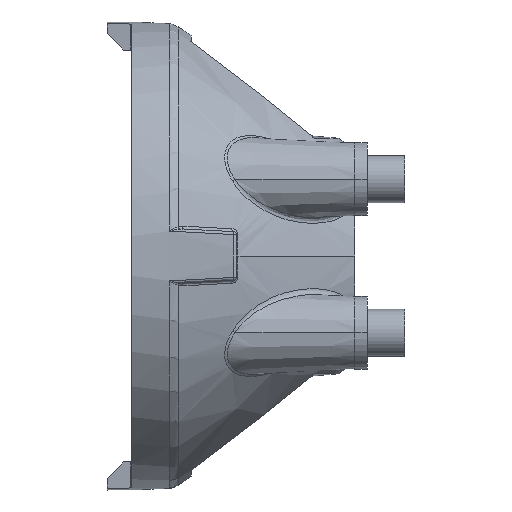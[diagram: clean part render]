
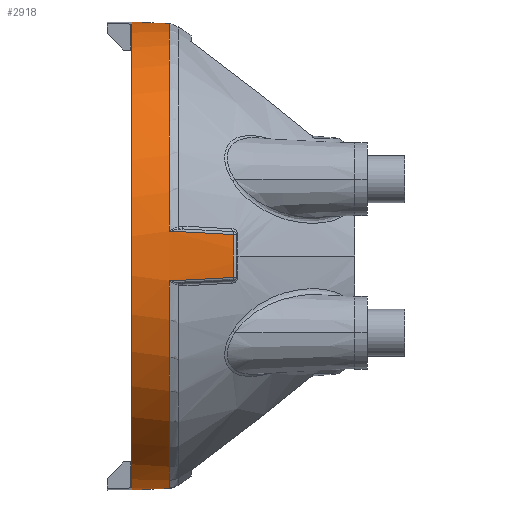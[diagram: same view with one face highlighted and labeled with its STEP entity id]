
A CAD part, left-side view. The second image highlights one B-rep face of the part: STEP entity #2918.
In plain terms, the highlighted conical face has half-angle 2 degrees and reference radius 14.39 mm.
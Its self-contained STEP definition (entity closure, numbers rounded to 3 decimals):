
#461=CARTESIAN_POINT('',(-14.336,-2.335,1.54));
#462=CARTESIAN_POINT('',(-14.316,-3.002,1.504));
#463=CARTESIAN_POINT('',(-14.277,-4.33,1.434));
#464=CARTESIAN_POINT('',(-14.238,-5.65,1.364));
#465=CARTESIAN_POINT('',(-14.218,-6.307,1.329));
#467=CARTESIAN_POINT('',(0.,-6.307,0.));
#468=DIRECTION('',(0.,-1.,0.));
#469=DIRECTION('',(-0.996,0.,0.093));
#470=AXIS2_PLACEMENT_3D('',#467,#468,#469);
#472=CARTESIAN_POINT('',(-14.218,-6.307,
-1.329));
#473=CARTESIAN_POINT('',(-14.238,-5.65,
-1.364));
#474=CARTESIAN_POINT('',(-14.277,-4.33,
-1.434));
#475=CARTESIAN_POINT('',(-14.316,-3.002,
-1.504));
#476=CARTESIAN_POINT('',(-14.336,-2.335,
-1.54));
#478=CARTESIAN_POINT('',(14.308,0.,
-2.352));
#479=CARTESIAN_POINT('',(14.303,-0.778,
-2.215));
#480=CARTESIAN_POINT('',(14.296,-1.557,-2.078));
#481=CARTESIAN_POINT('',(14.287,-2.335,-1.941));
#483=CARTESIAN_POINT('',(0.,0.,0.));
#484=DIRECTION('',(0.,1.,0.));
#485=DIRECTION('',(0.987,0.,-0.162));
#486=AXIS2_PLACEMENT_3D('',#483,#484,#485);
#488=CARTESIAN_POINT('',(0.,0.,0.));
#489=DIRECTION('',(0.,-1.,0.));
#490=DIRECTION('',(-0.138,0.,-0.99));
#491=AXIS2_PLACEMENT_3D('',#488,#489,#490);
#493=CARTESIAN_POINT('',(0.,0.,0.));
#494=DIRECTION('',(0.,1.,0.));
#495=DIRECTION('',(-0.138,0.,-0.99));
#496=AXIS2_PLACEMENT_3D('',#493,#494,#495);
#498=CARTESIAN_POINT('',(0.,0.,0.));
#499=DIRECTION('',(0.,-1.,0.));
#500=DIRECTION('',(0.138,0.,0.99));
#501=AXIS2_PLACEMENT_3D('',#498,#499,#500);
#503=CARTESIAN_POINT('',(0.,0.,0.));
#504=DIRECTION('',(0.,1.,0.));
#505=DIRECTION('',(0.138,0.,0.99));
#506=AXIS2_PLACEMENT_3D('',#503,#504,#505);
#508=CARTESIAN_POINT('',(14.287,-2.335,1.941));
#509=CARTESIAN_POINT('',(14.296,-1.557,2.078));
#510=CARTESIAN_POINT('',(14.303,-0.778,2.215));
#511=CARTESIAN_POINT('',(14.308,0.,2.352));
#557=CARTESIAN_POINT('',(0.,-2.335,0.));
#558=DIRECTION('',(0.,1.,0.));
#559=DIRECTION('',(0.991,0.,-0.135));
#560=AXIS2_PLACEMENT_3D('',#557,#558,#559);
#562=CARTESIAN_POINT('',(-14.336,-2.335,1.54));
#571=CARTESIAN_POINT('',(0.,-2.335,0.));
#572=DIRECTION('',(0.,1.,0.));
#573=DIRECTION('',(-0.994,0.,0.107));
#574=AXIS2_PLACEMENT_3D('',#571,#572,#573);
#602=CARTESIAN_POINT('',(-14.336,-2.335,
-1.54));
#2359=VERTEX_POINT('',#508);
#2360=VERTEX_POINT('',#511);
#2390=CARTESIAN_POINT('',(1.996,0.,14.362));
#2391=CARTESIAN_POINT('',(-1.996,0.,14.362));
#2392=VERTEX_POINT('',#2390);
#2393=VERTEX_POINT('',#2391);
#2394=CARTESIAN_POINT('',(-1.996,0.,-14.362));
#2395=CARTESIAN_POINT('',(1.996,0.,-14.362));
#2396=VERTEX_POINT('',#2394);
#2397=VERTEX_POINT('',#2395);
#2404=CARTESIAN_POINT('',(14.308,0.,
-2.352));
#2406=VERTEX_POINT('',#2404);
#2453=VERTEX_POINT('',#481);
#2524=CARTESIAN_POINT('',(-14.218,-6.307,
1.329));
#2525=CARTESIAN_POINT('',(-14.218,-6.307,
-1.329));
#2526=VERTEX_POINT('',#2524);
#2527=VERTEX_POINT('',#2525);
#2537=VERTEX_POINT('',#602);
#2556=VERTEX_POINT('',#562);
#2892=CARTESIAN_POINT('',(0.,-3.153,0.));
#2893=DIRECTION('',(0.,1.,0.));
#2894=DIRECTION('',(1.,0.,0.));
#2895=AXIS2_PLACEMENT_3D('',#2892,#2893,#2894);
#2896=CONICAL_SURFACE('',#2895,14.39,2.);
#2898=ORIENTED_EDGE('',*,*,#2897,.T.);
#2900=ORIENTED_EDGE('',*,*,#2899,.T.);
#2902=ORIENTED_EDGE('',*,*,#2901,.T.);
#2904=ORIENTED_EDGE('',*,*,#2903,.F.);
#2905=ORIENTED_EDGE('',*,*,#2882,.F.);
#2906=ORIENTED_EDGE('',*,*,#2830,.T.);
#2908=ORIENTED_EDGE('',*,*,#2907,.F.);
#2909=ORIENTED_EDGE('',*,*,#2811,.T.);
#2911=ORIENTED_EDGE('',*,*,#2910,.F.);
#2912=ORIENTED_EDGE('',*,*,#2793,.T.);
#2913=ORIENTED_EDGE('',*,*,#2849,.F.);
#2915=ORIENTED_EDGE('',*,*,#2914,.F.);
#2916=EDGE_LOOP('',(#2898,#2900,#2902,#2904,#2905,#2906,#2908,#2909,#2911,#2912,
#2913,#2915));
#2917=FACE_OUTER_BOUND('',#2916,.F.);
#2918=ADVANCED_FACE('',(#2917),#2896,.T.);
#466=B_SPLINE_CURVE_WITH_KNOTS('',3,(#461,#462,#463,#464,#465),.UNSPECIFIED.,
.F.,.F.,(4,1,4),(0.,0.5,1.),.UNSPECIFIED.);
#471=CIRCLE('',#470,14.28);
#477=B_SPLINE_CURVE_WITH_KNOTS('',3,(#472,#473,#474,#475,#476),.UNSPECIFIED.,
.F.,.F.,(4,1,4),(0.,0.5,1.),.UNSPECIFIED.);
#482=B_SPLINE_CURVE_WITH_KNOTS('',3,(#478,#479,#480,#481),.UNSPECIFIED.,.F.,.F.,
(4,4),(0.,1.),.UNSPECIFIED.);
#487=CIRCLE('',#486,14.5);
#492=CIRCLE('',#491,14.5);
#497=CIRCLE('',#496,14.5);
#502=CIRCLE('',#501,14.5);
#507=CIRCLE('',#506,14.5);
#512=B_SPLINE_CURVE_WITH_KNOTS('',3,(#508,#509,#510,#511),.UNSPECIFIED.,.F.,.F.,
(4,4),(0.,1.),.UNSPECIFIED.);
#561=CIRCLE('',#560,14.418);
#575=CIRCLE('',#574,14.418);
#2793=EDGE_CURVE('',#2392,#2360,#507,.T.);
#2811=EDGE_CURVE('',#2396,#2393,#497,.T.);
#2830=EDGE_CURVE('',#2406,#2397,#487,.T.);
#2849=EDGE_CURVE('',#2359,#2360,#512,.T.);
#2882=EDGE_CURVE('',#2406,#2453,#482,.T.);
#2897=EDGE_CURVE('',#2556,#2526,#466,.T.);
#2899=EDGE_CURVE('',#2526,#2527,#471,.T.);
#2901=EDGE_CURVE('',#2527,#2537,#477,.T.);
#2903=EDGE_CURVE('',#2453,#2537,#561,.T.);
#2907=EDGE_CURVE('',#2396,#2397,#492,.T.);
#2910=EDGE_CURVE('',#2392,#2393,#502,.T.);
#2914=EDGE_CURVE('',#2556,#2359,#575,.T.);
